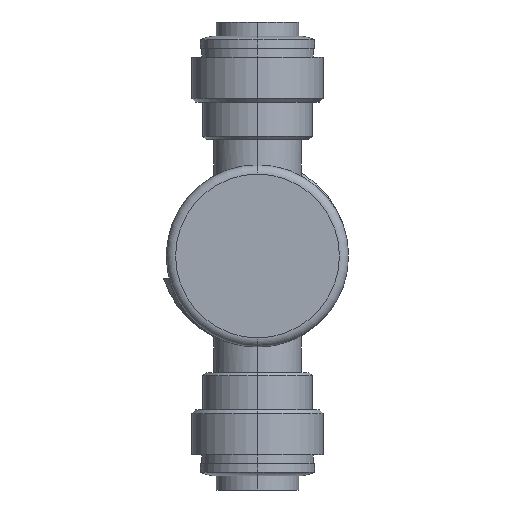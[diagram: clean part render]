
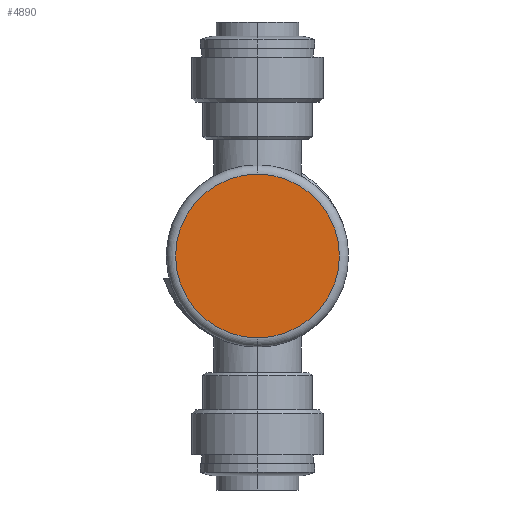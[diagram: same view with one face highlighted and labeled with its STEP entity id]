
A CAD part, front view. The second image highlights one B-rep face of the part: STEP entity #4890.
In plain terms, the highlighted planar face has unit normal (0, -1, 0).
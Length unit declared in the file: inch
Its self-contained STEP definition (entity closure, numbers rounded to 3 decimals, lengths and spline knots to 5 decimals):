
#123 = PLANE ( 'NONE',  #2156 ) ;
#283 = AXIS2_PLACEMENT_3D ( 'NONE', #676, #4898, #3019 ) ;
#589 = AXIS2_PLACEMENT_3D ( 'NONE', #2512, #2936, #4440 ) ;
#676 = CARTESIAN_POINT ( 'NONE',  ( 0., -0.3645, 0. ) ) ;
#1156 = EDGE_CURVE ( 'NONE', #3214, #4930, #1834, .T. ) ;
#1204 = DIRECTION ( 'NONE',  ( 0., 0., 1. ) ) ;
#1328 = ORIENTED_EDGE ( 'NONE', *, *, #1156, .T. ) ;
#1342 = CARTESIAN_POINT ( 'NONE',  ( 0., -0.3645, 0.36463 ) ) ;
#1383 = EDGE_LOOP ( 'NONE', ( #2393, #1328 ) ) ;
#1631 = CARTESIAN_POINT ( 'NONE',  ( 0., -0.3645, 0.40514 ) ) ;
#1834 = CIRCLE ( 'NONE', #589, 0.36463 ) ;
#2124 = CIRCLE ( 'NONE', #283, 0.36463 ) ;
#2156 = AXIS2_PLACEMENT_3D ( 'NONE', #1631, #2436, #1204 ) ;
#2383 = CARTESIAN_POINT ( 'NONE',  ( 0., -0.3645, -0.36463 ) ) ;
#2393 = ORIENTED_EDGE ( 'NONE', *, *, #3069, .T. ) ;
#2426 = FACE_OUTER_BOUND ( 'NONE', #1383, .T. ) ;
#2436 = DIRECTION ( 'NONE',  ( 0., 1., 0. ) ) ;
#2512 = CARTESIAN_POINT ( 'NONE',  ( 0., -0.3645, 0. ) ) ;
#2936 = DIRECTION ( 'NONE',  ( 0., -1., 0. ) ) ;
#3019 = DIRECTION ( 'NONE',  ( 0., 0., 1. ) ) ;
#3069 = EDGE_CURVE ( 'NONE', #4930, #3214, #2124, .T. ) ;
#3214 = VERTEX_POINT ( 'NONE', #2383 ) ;
#4440 = DIRECTION ( 'NONE',  ( 0., 0., 1. ) ) ;
#4890 = ADVANCED_FACE ( 'NONE', ( #2426 ), #123, .F. ) ;
#4898 = DIRECTION ( 'NONE',  ( 0., -1., 0. ) ) ;
#4930 = VERTEX_POINT ( 'NONE', #1342 ) ;
